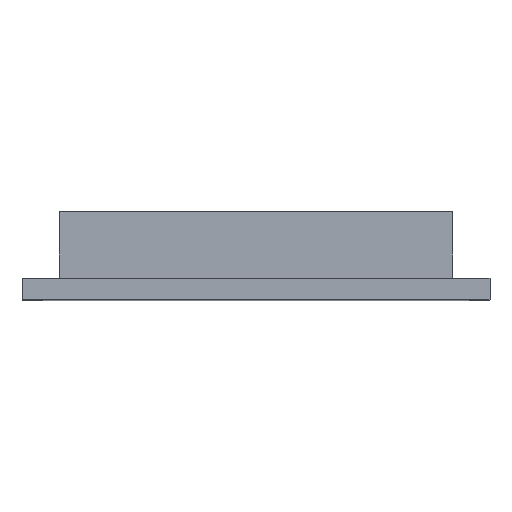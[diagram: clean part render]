
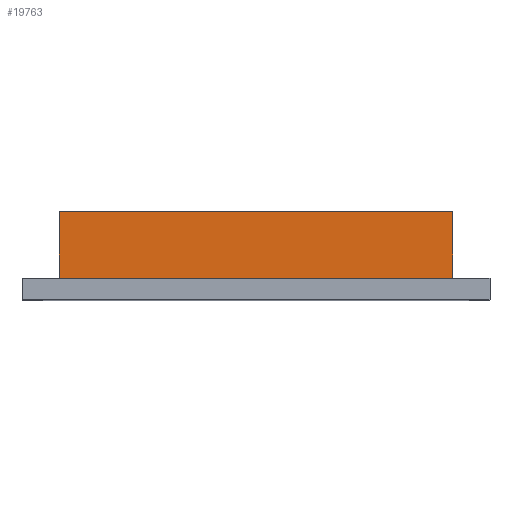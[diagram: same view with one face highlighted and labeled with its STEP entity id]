
A CAD part, top view. The second image highlights one B-rep face of the part: STEP entity #19763.
In plain terms, the highlighted planar face has unit normal (0, 0, 1).
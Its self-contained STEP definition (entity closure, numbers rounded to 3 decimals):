
#86 = VERTEX_POINT ( 'NONE', #2016 ) ;
#863 = DIRECTION ( 'NONE',  ( 0., -1., 0. ) ) ;
#866 = LINE ( 'NONE', #12399, #17157 ) ;
#1304 = CARTESIAN_POINT ( 'NONE',  ( 7.47, 0.8, 12.7 ) ) ;
#2016 = CARTESIAN_POINT ( 'NONE',  ( -7.47, 3.34, 12.7 ) ) ;
#2167 = LINE ( 'NONE', #9823, #9513 ) ;
#2888 = DIRECTION ( 'NONE',  ( -1., 0., 0. ) ) ;
#4094 = EDGE_CURVE ( 'NONE', #5072, #18471, #8746, .T. ) ;
#4761 = ORIENTED_EDGE ( 'NONE', *, *, #11468, .T. ) ;
#5072 = VERTEX_POINT ( 'NONE', #9498 ) ;
#7523 = DIRECTION ( 'NONE',  ( -1., 0., 0. ) ) ;
#8434 = VECTOR ( 'NONE', #12202, 1000. ) ;
#8746 = LINE ( 'NONE', #13306, #18895 ) ;
#9361 = AXIS2_PLACEMENT_3D ( 'NONE', #19953, #10537, #7523 ) ;
#9498 = CARTESIAN_POINT ( 'NONE',  ( 7.47, 3.34, 12.7 ) ) ;
#9513 = VECTOR ( 'NONE', #13190, 1000. ) ;
#9821 = EDGE_LOOP ( 'NONE', ( #19478, #13287, #4761, #17957 ) ) ;
#9823 = CARTESIAN_POINT ( 'NONE',  ( -7.47, 35.474, 12.7 ) ) ;
#10537 = DIRECTION ( 'NONE',  ( 0., 0., -1. ) ) ;
#11468 = EDGE_CURVE ( 'NONE', #86, #11731, #2167, .T. ) ;
#11731 = VERTEX_POINT ( 'NONE', #13671 ) ;
#12202 = DIRECTION ( 'NONE',  ( 1., 0., 0. ) ) ;
#12399 = CARTESIAN_POINT ( 'NONE',  ( -7.47, 3.34, 12.7 ) ) ;
#12456 = EDGE_CURVE ( 'NONE', #5072, #86, #866, .T. ) ;
#12848 = EDGE_CURVE ( 'NONE', #11731, #18471, #19335, .T. ) ;
#13190 = DIRECTION ( 'NONE',  ( 0., -1., 0. ) ) ;
#13287 = ORIENTED_EDGE ( 'NONE', *, *, #12456, .T. ) ;
#13306 = CARTESIAN_POINT ( 'NONE',  ( 7.47, 35.474, 12.7 ) ) ;
#13671 = CARTESIAN_POINT ( 'NONE',  ( -7.47, 0.8, 12.7 ) ) ;
#17094 = CARTESIAN_POINT ( 'NONE',  ( -7.47, 0.8, 12.7 ) ) ;
#17157 = VECTOR ( 'NONE', #2888, 1000. ) ;
#17957 = ORIENTED_EDGE ( 'NONE', *, *, #12848, .T. ) ;
#18471 = VERTEX_POINT ( 'NONE', #1304 ) ;
#18895 = VECTOR ( 'NONE', #863, 1000. ) ;
#19335 = LINE ( 'NONE', #17094, #8434 ) ;
#19478 = ORIENTED_EDGE ( 'NONE', *, *, #4094, .F. ) ;
#19763 = ADVANCED_FACE ( 'NONE', ( #20434 ), #20146, .F. ) ;
#19953 = CARTESIAN_POINT ( 'NONE',  ( -7.47, 35.474, 12.7 ) ) ;
#20146 = PLANE ( 'NONE',  #9361 ) ;
#20434 = FACE_OUTER_BOUND ( 'NONE', #9821, .T. ) ;
